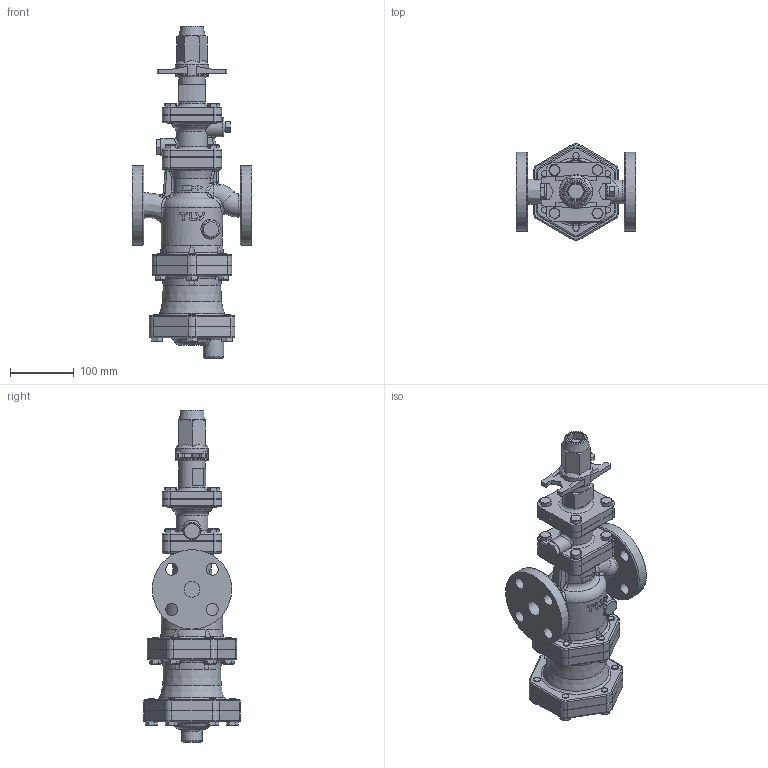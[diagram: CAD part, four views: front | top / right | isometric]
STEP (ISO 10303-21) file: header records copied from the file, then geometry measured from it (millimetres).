
FILE_DESCRIPTION(/* description */ (''),/* implementation_level */ '2;1');
FILE_NAME(/* name */ 'acs10-025-jis10-00.stp',/* time_stamp */ '2017-11-13T16:15:35+09:00',/* author */ ('nakaot'),/* organization */ (''),/* preprocessor_version */ 'ST-DEVELOPER v15.6',/* originating_system */ 'Autodesk Inventor 2015',/* authorisation */ '');
FILE_SCHEMA (('CONFIG_CONTROL_DESIGN'));
Length unit declared in the file: millimetre
Products named in the file (1): acs10-025-jis10-00
Bounding box: 188 x 152.01 x 522 mm (x, y, z)
Volume: 3558300.7 mm3; surface area: 356812.4 mm2
Topology: 1 solids, 1 shells, 974 faces, 2334 edges, 1440 vertices
Faces by surface type: plane 358, cylinder 242, cone 160, bspline 103, torus 99, sphere 12
Full cylindrical faces by diameter (mm): 10 x40, 12 x20, 17.475 x1, 19 x8, 25 x2, 27 x1, 30 x1, 32 x1, 37 x1, 42 x1, 52 x1, 62.069 x1, 70 x1, 90 x2, 96 x1, 125 x2
Entity records: 39185 total; most frequent: CARTESIAN_POINT 18377, ORIENTED_EDGE 4358, DIRECTION 4121, EDGE_CURVE 2179, AXIS2_PLACEMENT_3D 1693, VERTEX_POINT 1401, EDGE_LOOP 1224, FACE_OUTER_BOUND 974
